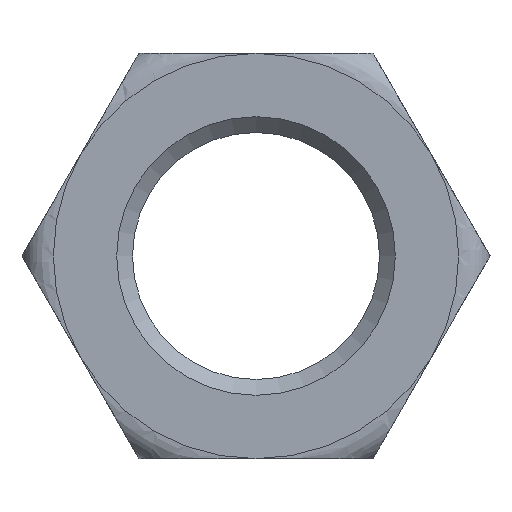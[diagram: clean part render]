
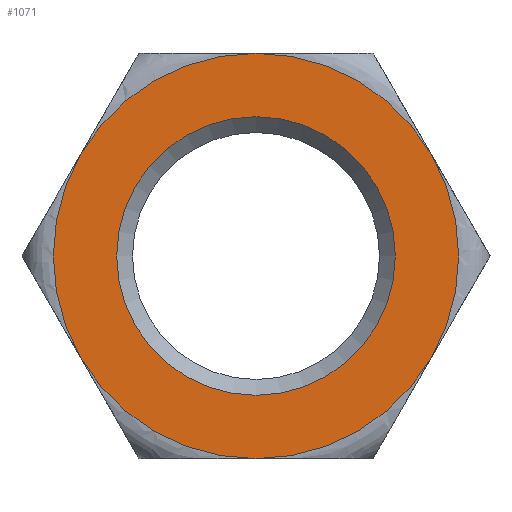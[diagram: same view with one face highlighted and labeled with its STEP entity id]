
A CAD part, front view. The second image highlights one B-rep face of the part: STEP entity #1071.
In plain terms, the highlighted planar face has unit normal (0, -1, 0).
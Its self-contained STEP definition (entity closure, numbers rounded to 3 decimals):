
#13 = DIRECTION ( 'NONE',  ( -1., 0., 0. ) ) ;
#18 = CIRCLE ( 'NONE', #511, 16. ) ;
#32 = AXIS2_PLACEMENT_3D ( 'NONE', #579, #77, #602 ) ;
#45 = VERTEX_POINT ( 'NONE', #1069 ) ;
#47 = DIRECTION ( 'NONE',  ( 1., 0., 0. ) ) ;
#56 = PLANE ( 'NONE',  #1008 ) ;
#77 = DIRECTION ( 'NONE',  ( 0., 1., 0. ) ) ;
#82 = FACE_OUTER_BOUND ( 'NONE', #683, .T. ) ;
#86 = CARTESIAN_POINT ( 'NONE',  ( -13.856, -9., -8. ) ) ;
#113 = EDGE_CURVE ( 'NONE', #238, #651, #310, .T. ) ;
#130 = DIRECTION ( 'NONE',  ( 0., 1., 0. ) ) ;
#140 = VERTEX_POINT ( 'NONE', #562 ) ;
#145 = FACE_BOUND ( 'NONE', #356, .T. ) ;
#151 = DIRECTION ( 'NONE',  ( 0., 0., 1. ) ) ;
#215 = DIRECTION ( 'NONE',  ( 1., 0., 0. ) ) ;
#238 = VERTEX_POINT ( 'NONE', #918 ) ;
#290 = CARTESIAN_POINT ( 'NONE',  ( 13.856, -9., -8. ) ) ;
#297 = DIRECTION ( 'NONE',  ( 0., 1., 0. ) ) ;
#300 = ORIENTED_EDGE ( 'NONE', *, *, #384, .F. ) ;
#310 = CIRCLE ( 'NONE', #604, 16. ) ;
#324 = CARTESIAN_POINT ( 'NONE',  ( 0., -9., 0. ) ) ;
#330 = CARTESIAN_POINT ( 'NONE',  ( 0., -9., 11. ) ) ;
#334 = DIRECTION ( 'NONE',  ( 1., 0., 0. ) ) ;
#356 = EDGE_LOOP ( 'NONE', ( #804 ) ) ;
#384 = EDGE_CURVE ( 'NONE', #45, #613, #996, .T. ) ;
#413 = VERTEX_POINT ( 'NONE', #828 ) ;
#421 = CARTESIAN_POINT ( 'NONE',  ( 0., -9., 0. ) ) ;
#423 = AXIS2_PLACEMENT_3D ( 'NONE', #447, #697, #13 ) ;
#429 = DIRECTION ( 'NONE',  ( 0., 1., 0. ) ) ;
#437 = ORIENTED_EDGE ( 'NONE', *, *, #778, .F. ) ;
#447 = CARTESIAN_POINT ( 'NONE',  ( 0., -9., 0. ) ) ;
#453 = CARTESIAN_POINT ( 'NONE',  ( 0., -9., 0. ) ) ;
#454 = CIRCLE ( 'NONE', #615, 11. ) ;
#461 = DIRECTION ( 'NONE',  ( 1., 0., 0. ) ) ;
#498 = CARTESIAN_POINT ( 'NONE',  ( 0., -9., 0. ) ) ;
#511 = AXIS2_PLACEMENT_3D ( 'NONE', #498, #661, #334 ) ;
#535 = ORIENTED_EDGE ( 'NONE', *, *, #968, .F. ) ;
#544 = CIRCLE ( 'NONE', #423, 16. ) ;
#562 = CARTESIAN_POINT ( 'NONE',  ( -13.856, -9., 8. ) ) ;
#579 = CARTESIAN_POINT ( 'NONE',  ( 0., -9., 0. ) ) ;
#586 = AXIS2_PLACEMENT_3D ( 'NONE', #453, #297, #461 ) ;
#602 = DIRECTION ( 'NONE',  ( 1., 0., 0. ) ) ;
#604 = AXIS2_PLACEMENT_3D ( 'NONE', #1049, #966, #215 ) ;
#613 = VERTEX_POINT ( 'NONE', #86 ) ;
#615 = AXIS2_PLACEMENT_3D ( 'NONE', #421, #755, #1002 ) ;
#651 = VERTEX_POINT ( 'NONE', #290 ) ;
#661 = DIRECTION ( 'NONE',  ( 0., 1., 0. ) ) ;
#683 = EDGE_LOOP ( 'NONE', ( #437, #880, #1096, #821, #535, #300 ) ) ;
#697 = DIRECTION ( 'NONE',  ( 0., 1., 0. ) ) ;
#744 = CARTESIAN_POINT ( 'NONE',  ( 0., -9., 0. ) ) ;
#755 = DIRECTION ( 'NONE',  ( 0., 1., 0. ) ) ;
#778 = EDGE_CURVE ( 'NONE', #651, #45, #958, .T. ) ;
#804 = ORIENTED_EDGE ( 'NONE', *, *, #867, .T. ) ;
#821 = ORIENTED_EDGE ( 'NONE', *, *, #908, .F. ) ;
#828 = CARTESIAN_POINT ( 'NONE',  ( 0., -9., 16. ) ) ;
#867 = EDGE_CURVE ( 'NONE', #1093, #1093, #454, .T. ) ;
#880 = ORIENTED_EDGE ( 'NONE', *, *, #113, .F. ) ;
#908 = EDGE_CURVE ( 'NONE', #140, #413, #544, .T. ) ;
#910 = AXIS2_PLACEMENT_3D ( 'NONE', #744, #130, #47 ) ;
#918 = CARTESIAN_POINT ( 'NONE',  ( 13.856, -9., 8. ) ) ;
#958 = CIRCLE ( 'NONE', #586, 16. ) ;
#966 = DIRECTION ( 'NONE',  ( 0., 1., 0. ) ) ;
#968 = EDGE_CURVE ( 'NONE', #613, #140, #18, .T. ) ;
#996 = CIRCLE ( 'NONE', #910, 16. ) ;
#1002 = DIRECTION ( 'NONE',  ( 0., 0., 1. ) ) ;
#1008 = AXIS2_PLACEMENT_3D ( 'NONE', #324, #429, #151 ) ;
#1039 = EDGE_CURVE ( 'NONE', #413, #238, #1065, .T. ) ;
#1049 = CARTESIAN_POINT ( 'NONE',  ( 0., -9., 0. ) ) ;
#1065 = CIRCLE ( 'NONE', #32, 16. ) ;
#1069 = CARTESIAN_POINT ( 'NONE',  ( 0., -9., -16. ) ) ;
#1071 = ADVANCED_FACE ( 'NONE', ( #145, #82 ), #56, .F. ) ;
#1093 = VERTEX_POINT ( 'NONE', #330 ) ;
#1096 = ORIENTED_EDGE ( 'NONE', *, *, #1039, .F. ) ;
